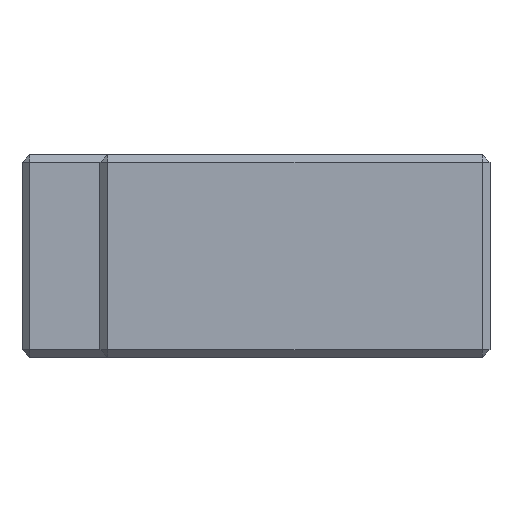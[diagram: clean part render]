
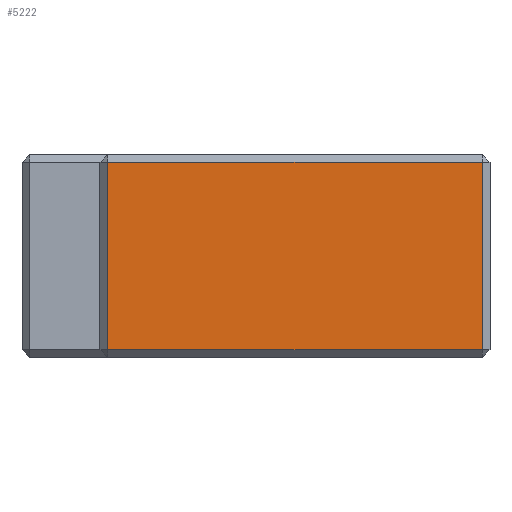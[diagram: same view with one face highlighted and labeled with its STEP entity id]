
A CAD part, left-side view. The second image highlights one B-rep face of the part: STEP entity #5222.
In plain terms, the highlighted planar face has unit normal (-1, 0, 0).
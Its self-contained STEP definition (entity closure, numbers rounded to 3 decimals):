
#31 = EDGE_CURVE ( 'NONE', #236, #2823, #2183, .T. ) ;
#36 = EDGE_CURVE ( 'NONE', #2823, #2762, #2199, .T. ) ;
#41 = EDGE_CURVE ( 'NONE', #2762, #237, #2204, .T. ) ;
#236 = VERTEX_POINT ( 'NONE', #803 ) ;
#237 = VERTEX_POINT ( 'NONE', #804 ) ;
#450 = CARTESIAN_POINT ( 'NONE',  ( -44., 49., 13. ) ) ;
#453 = DIRECTION ( 'NONE',  ( 0., 0., 1. ) ) ;
#463 = CARTESIAN_POINT ( 'NONE',  ( -44., 50., 12. ) ) ;
#464 = DIRECTION ( 'NONE',  ( 0., -1., 0. ) ) ;
#472 = CARTESIAN_POINT ( 'NONE',  ( -44., 1., 13. ) ) ;
#476 = DIRECTION ( 'NONE',  ( 0., 0., -1. ) ) ;
#803 = CARTESIAN_POINT ( 'NONE',  ( -44., 49., -12. ) ) ;
#804 = CARTESIAN_POINT ( 'NONE',  ( -44., 1., -12. ) ) ;
#1357 = CARTESIAN_POINT ( 'NONE',  ( -44., 1., 12. ) ) ;
#1417 = CARTESIAN_POINT ( 'NONE',  ( -44., 49., 12. ) ) ;
#1496 = CARTESIAN_POINT ( 'NONE',  ( -44., 50., -12. ) ) ;
#1504 = DIRECTION ( 'NONE',  ( 0., -1., 0. ) ) ;
#1825 = ORIENTED_EDGE ( 'NONE', *, *, #41, .F. ) ;
#1826 = ORIENTED_EDGE ( 'NONE', *, *, #36, .F. ) ;
#1827 = ORIENTED_EDGE ( 'NONE', *, *, #31, .F. ) ;
#1828 = ORIENTED_EDGE ( 'NONE', *, *, #4947, .T. ) ;
#2183 = LINE ( 'NONE', #450, #2189 ) ;
#2189 = VECTOR ( 'NONE', #453, 1000. ) ;
#2199 = LINE ( 'NONE', #463, #2200 ) ;
#2200 = VECTOR ( 'NONE', #464, 1000. ) ;
#2204 = LINE ( 'NONE', #472, #2208 ) ;
#2208 = VECTOR ( 'NONE', #476, 1000. ) ;
#2440 = LINE ( 'NONE', #1496, #2442 ) ;
#2442 = VECTOR ( 'NONE', #1504, 1000. ) ;
#2762 = VERTEX_POINT ( 'NONE', #1357 ) ;
#2823 = VERTEX_POINT ( 'NONE', #1417 ) ;
#3005 = AXIS2_PLACEMENT_3D ( 'NONE', #4128, #4137, #4138 ) ;
#4127 = PLANE ( 'NONE',  #3005 ) ;
#4128 = CARTESIAN_POINT ( 'NONE',  ( -44., 50., 13. ) ) ;
#4137 = DIRECTION ( 'NONE',  ( 1., 0., 0. ) ) ;
#4138 = DIRECTION ( 'NONE',  ( 0., 0., -1. ) ) ;
#4477 = FACE_OUTER_BOUND ( 'NONE', #4787, .T. ) ;
#4787 = EDGE_LOOP ( 'NONE', ( #1825, #1826, #1827, #1828 ) ) ;
#4947 = EDGE_CURVE ( 'NONE', #236, #237, #2440, .T. ) ;
#5222 = ADVANCED_FACE ( 'NONE', ( #4477 ), #4127, .F. ) ;
